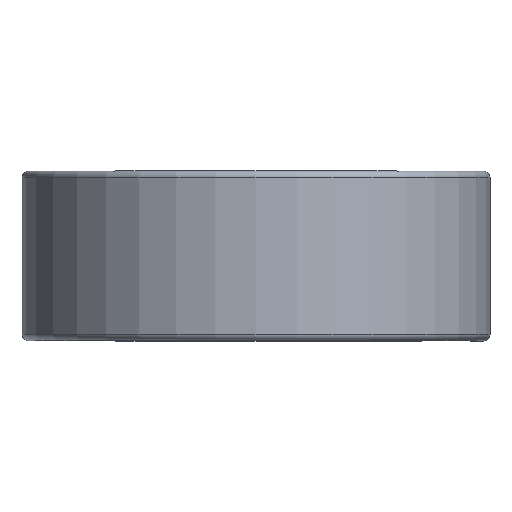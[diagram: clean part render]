
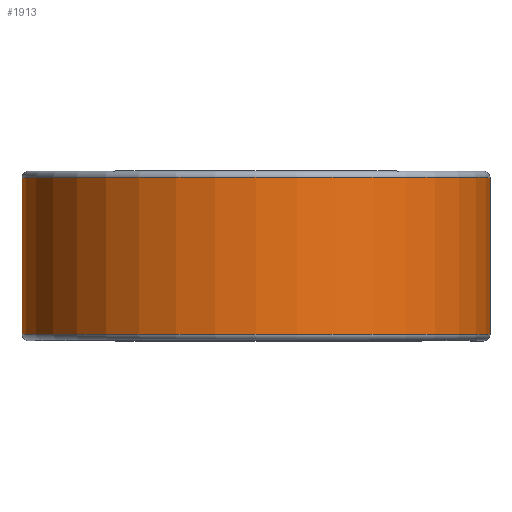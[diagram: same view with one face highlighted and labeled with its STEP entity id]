
A CAD part, top view. The second image highlights one B-rep face of the part: STEP entity #1913.
In plain terms, the highlighted cylindrical face has radius 28.512 mm (diameter 57.023 mm), a partial arc.
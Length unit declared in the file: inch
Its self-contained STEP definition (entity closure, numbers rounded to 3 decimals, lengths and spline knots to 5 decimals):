
#3 = EDGE_CURVE ( 'NONE', #272, #1474, #2296, .T. ) ;
#140 = EDGE_CURVE ( 'NONE', #973, #1474, #1298, .T. ) ;
#226 = CARTESIAN_POINT ( 'NONE',  ( 0., 0.375, 0. ) ) ;
#243 = FACE_OUTER_BOUND ( 'NONE', #1857, .T. ) ;
#272 = VERTEX_POINT ( 'NONE', #1160 ) ;
#285 = DIRECTION ( 'NONE',  ( 0., 0., -1. ) ) ;
#387 = CARTESIAN_POINT ( 'NONE',  ( 1.1225, 0.37625, 0. ) ) ;
#397 = AXIS2_PLACEMENT_3D ( 'NONE', #474, #1630, #285 ) ;
#458 = EDGE_CURVE ( 'NONE', #1130, #272, #930, .T. ) ;
#474 = CARTESIAN_POINT ( 'NONE',  ( 0., -0.37625, 0. ) ) ;
#482 = AXIS2_PLACEMENT_3D ( 'NONE', #226, #600, #1402 ) ;
#487 = VECTOR ( 'NONE', #1702, 39.37008 ) ;
#600 = DIRECTION ( 'NONE',  ( 0., -1., 0. ) ) ;
#622 = ORIENTED_EDGE ( 'NONE', *, *, #140, .T. ) ;
#732 = CARTESIAN_POINT ( 'NONE',  ( 1.1225, 0.37625, 0. ) ) ;
#930 = CIRCLE ( 'NONE', #397, 1.1225 ) ;
#973 = VERTEX_POINT ( 'NONE', #387 ) ;
#1121 = ORIENTED_EDGE ( 'NONE', *, *, #3, .F. ) ;
#1130 = VERTEX_POINT ( 'NONE', #1933 ) ;
#1160 = CARTESIAN_POINT ( 'NONE',  ( 0., -0.37625, -1.1225 ) ) ;
#1161 = ORIENTED_EDGE ( 'NONE', *, *, #1738, .T. ) ;
#1226 = ORIENTED_EDGE ( 'NONE', *, *, #458, .F. ) ;
#1291 = CYLINDRICAL_SURFACE ( 'NONE', #482, 1.1225 ) ;
#1298 = CIRCLE ( 'NONE', #1684, 1.1225 ) ;
#1333 = CARTESIAN_POINT ( 'NONE',  ( 0., 0.37625, -1.1225 ) ) ;
#1336 = LINE ( 'NONE', #732, #487 ) ;
#1402 = DIRECTION ( 'NONE',  ( 0., 0., -1. ) ) ;
#1474 = VERTEX_POINT ( 'NONE', #1333 ) ;
#1630 = DIRECTION ( 'NONE',  ( 0., -1., 0. ) ) ;
#1684 = AXIS2_PLACEMENT_3D ( 'NONE', #2108, #2116, #2193 ) ;
#1702 = DIRECTION ( 'NONE',  ( 0., 1., 0. ) ) ;
#1738 = EDGE_CURVE ( 'NONE', #1130, #973, #1336, .T. ) ;
#1857 = EDGE_LOOP ( 'NONE', ( #1161, #622, #1121, #1226 ) ) ;
#1913 = ADVANCED_FACE ( 'NONE', ( #243 ), #1291, .T. ) ;
#1933 = CARTESIAN_POINT ( 'NONE',  ( 1.1225, -0.37625, 0. ) ) ;
#2057 = CARTESIAN_POINT ( 'NONE',  ( 0., 0.37625, -1.1225 ) ) ;
#2072 = DIRECTION ( 'NONE',  ( 0., 1., 0. ) ) ;
#2108 = CARTESIAN_POINT ( 'NONE',  ( 0., 0.37625, 0. ) ) ;
#2116 = DIRECTION ( 'NONE',  ( 0., -1., 0. ) ) ;
#2193 = DIRECTION ( 'NONE',  ( 0., 0., -1. ) ) ;
#2274 = VECTOR ( 'NONE', #2072, 39.37008 ) ;
#2296 = LINE ( 'NONE', #2057, #2274 ) ;
